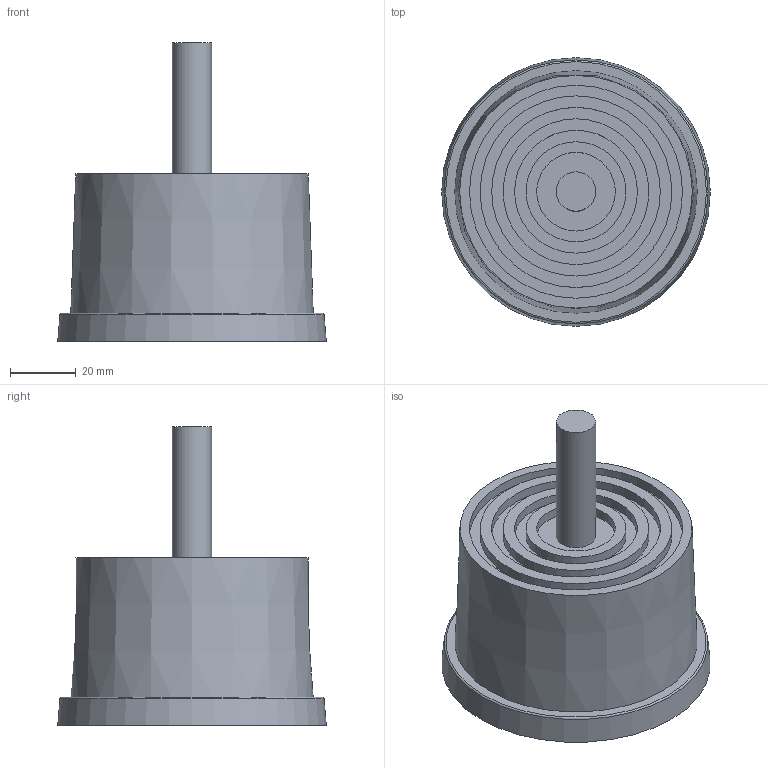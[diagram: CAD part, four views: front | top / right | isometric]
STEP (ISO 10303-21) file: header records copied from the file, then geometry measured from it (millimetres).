
FILE_DESCRIPTION(/* description */ (''),/* implementation_level */ '2;1');
FILE_NAME(/* name */ 'DR_PRM12-4.stp',/* time_stamp */ '2024-01-26T13:27:19+09:00',/* author */ ('user'),/* organization */ (''),/* preprocessor_version */ 'ST-DEVELOPER v15.6',/* originating_system */ 'Autodesk Inventor 2015',/* authorisation */ '');
FILE_SCHEMA (('AUTOMOTIVE_DESIGN { 1 0 10303 214 3 1 1 }'));
Length unit declared in the file: millimetre
Products named in the file (1): DR_PRM12-4
Bounding box: 82 x 82 x 91 mm (x, y, z)
Volume: 208150.8 mm3; surface area: 31245.4 mm2
Topology: 1 solids, 1 shells, 42 faces, 62 edges, 41 vertices
Faces by surface type: plane 21, cylinder 18, cone 2, torus 1
Full cylindrical faces by diameter (mm): 12 x1, 18 x1, 24 x1, 26 x1, 30.5 x1, 32.5 x1, 37.5 x1, 39 x1, 44.5 x1, 46 x1, 51.5 x1, 52.5 x1, 58.5 x1, 59.5 x1, 65 x1, 66 x1, 73 x1, 80 x1
Entity records: 858 total; most frequent: DIRECTION 168, CARTESIAN_POINT 125, AXIS2_PLACEMENT_3D 84, EDGE_LOOP 82, ORIENTED_EDGE 82, FACE_OUTER_BOUND 42, ADVANCED_FACE 42, CIRCLE 41
